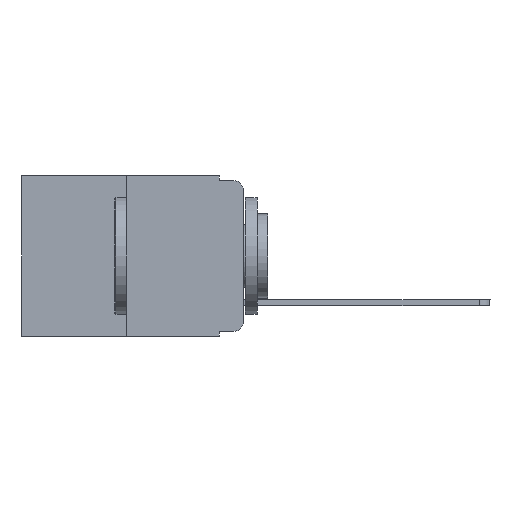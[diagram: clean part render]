
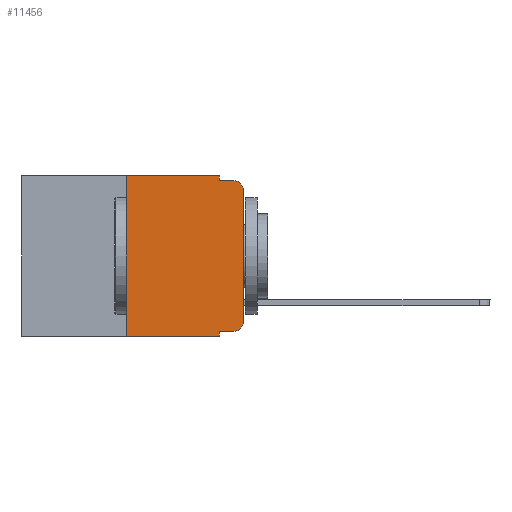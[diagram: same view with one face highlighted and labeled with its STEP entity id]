
A CAD part, left-side view. The second image highlights one B-rep face of the part: STEP entity #11456.
In plain terms, the highlighted planar face has unit normal (-1, 0, 0).
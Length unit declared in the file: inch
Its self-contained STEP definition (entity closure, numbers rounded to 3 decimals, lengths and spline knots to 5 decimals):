
#75 = LINE ( 'NONE', #3106, #8805 ) ;
#119 = CARTESIAN_POINT ( 'NONE',  ( 0., 0.051, 0. ) ) ;
#235 = ORIENTED_EDGE ( 'NONE', *, *, #10559, .T. ) ;
#303 = DIRECTION ( 'NONE',  ( 0., -1., 0. ) ) ;
#667 = CIRCLE ( 'NONE', #5289, 0.02 ) ;
#677 = EDGE_CURVE ( 'NONE', #2871, #3633, #8635, .T. ) ;
#866 = CARTESIAN_POINT ( 'NONE',  ( 0., 0.02, -0.313 ) ) ;
#886 = VERTEX_POINT ( 'NONE', #4727 ) ;
#1115 = EDGE_CURVE ( 'NONE', #9778, #13100, #667, .T. ) ;
#1129 = CARTESIAN_POINT ( 'NONE',  ( 0., 0.473, 0. ) ) ;
#1214 = ORIENTED_EDGE ( 'NONE', *, *, #7233, .F. ) ;
#2018 = EDGE_CURVE ( 'NONE', #2871, #9778, #5496, .T. ) ;
#2099 = CARTESIAN_POINT ( 'NONE',  ( 0., 0.25, -0.343 ) ) ;
#2150 = DIRECTION ( 'NONE',  ( -1., 0., 0. ) ) ;
#2162 = ORIENTED_EDGE ( 'NONE', *, *, #1115, .T. ) ;
#2606 = CARTESIAN_POINT ( 'NONE',  ( 0., 0., -0.03 ) ) ;
#2787 = AXIS2_PLACEMENT_3D ( 'NONE', #3457, #2150, #8525 ) ;
#2871 = VERTEX_POINT ( 'NONE', #8462 ) ;
#3018 = ORIENTED_EDGE ( 'NONE', *, *, #2018, .T. ) ;
#3106 = CARTESIAN_POINT ( 'NONE',  ( 0., 0.25, 0. ) ) ;
#3264 = VECTOR ( 'NONE', #7908, 39.37008 ) ;
#3457 = CARTESIAN_POINT ( 'NONE',  ( 0., 0.02, -0.03 ) ) ;
#3633 = VERTEX_POINT ( 'NONE', #6330 ) ;
#3653 = EDGE_CURVE ( 'NONE', #11288, #12770, #75, .T. ) ;
#3819 = CARTESIAN_POINT ( 'NONE',  ( 0., 0.02, -0.333 ) ) ;
#4015 = ORIENTED_EDGE ( 'NONE', *, *, #12021, .F. ) ;
#4258 = CARTESIAN_POINT ( 'NONE',  ( 0., 0.051, 0. ) ) ;
#4261 = CARTESIAN_POINT ( 'NONE',  ( 0., 0., 0. ) ) ;
#4315 = DIRECTION ( 'NONE',  ( 0., 0., -1. ) ) ;
#4451 = VERTEX_POINT ( 'NONE', #2606 ) ;
#4719 = CARTESIAN_POINT ( 'NONE',  ( 0., 0.051, -0.01 ) ) ;
#4727 = CARTESIAN_POINT ( 'NONE',  ( 0., 0.051, 0. ) ) ;
#4891 = LINE ( 'NONE', #12129, #3264 ) ;
#5203 = CARTESIAN_POINT ( 'NONE',  ( 0., 0.473, -0.343 ) ) ;
#5221 = CIRCLE ( 'NONE', #2787, 0.02 ) ;
#5289 = AXIS2_PLACEMENT_3D ( 'NONE', #866, #8211, #8618 ) ;
#5341 = CARTESIAN_POINT ( 'NONE',  ( 0., 0.25, 0. ) ) ;
#5471 = ORIENTED_EDGE ( 'NONE', *, *, #677, .F. ) ;
#5496 = LINE ( 'NONE', #7616, #11199 ) ;
#5833 = ORIENTED_EDGE ( 'NONE', *, *, #3653, .F. ) ;
#5927 = VECTOR ( 'NONE', #4315, 39.37008 ) ;
#5949 = CARTESIAN_POINT ( 'NONE',  ( 0., 0.02, -0.01 ) ) ;
#6141 = VERTEX_POINT ( 'NONE', #4719 ) ;
#6147 = CARTESIAN_POINT ( 'NONE',  ( 0., 0., -0.313 ) ) ;
#6330 = CARTESIAN_POINT ( 'NONE',  ( 0., 0.051, -0.343 ) ) ;
#6614 = ORIENTED_EDGE ( 'NONE', *, *, #13452, .T. ) ;
#7030 = VECTOR ( 'NONE', #9255, 39.37008 ) ;
#7064 = DIRECTION ( 'NONE',  ( 0., -1., 0. ) ) ;
#7233 = EDGE_CURVE ( 'NONE', #886, #6141, #9525, .T. ) ;
#7313 = VERTEX_POINT ( 'NONE', #5949 ) ;
#7590 = CARTESIAN_POINT ( 'NONE',  ( 0., 0.473, 0. ) ) ;
#7616 = CARTESIAN_POINT ( 'NONE',  ( 0., 0.051, -0.333 ) ) ;
#7664 = DIRECTION ( 'NONE',  ( 1., 0., 0. ) ) ;
#7908 = DIRECTION ( 'NONE',  ( 0., -1., 0. ) ) ;
#7951 = ORIENTED_EDGE ( 'NONE', *, *, #12620, .T. ) ;
#8114 = VECTOR ( 'NONE', #11759, 39.37008 ) ;
#8211 = DIRECTION ( 'NONE',  ( -1., 0., 0. ) ) ;
#8436 = EDGE_LOOP ( 'NONE', ( #6614, #235, #4015, #1214, #9923, #5833, #7951, #5471, #3018, #2162 ) ) ;
#8450 = DIRECTION ( 'NONE',  ( 0., 0., 1. ) ) ;
#8462 = CARTESIAN_POINT ( 'NONE',  ( 0., 0.051, -0.333 ) ) ;
#8478 = FACE_OUTER_BOUND ( 'NONE', #8436, .T. ) ;
#8525 = DIRECTION ( 'NONE',  ( 0., 0., -1. ) ) ;
#8618 = DIRECTION ( 'NONE',  ( 0., 0., -1. ) ) ;
#8635 = LINE ( 'NONE', #4258, #8114 ) ;
#8703 = VECTOR ( 'NONE', #303, 39.37008 ) ;
#8805 = VECTOR ( 'NONE', #8450, 39.37008 ) ;
#8875 = EDGE_CURVE ( 'NONE', #12770, #886, #9700, .T. ) ;
#9255 = DIRECTION ( 'NONE',  ( 0., 0., 1. ) ) ;
#9320 = LINE ( 'NONE', #4261, #7030 ) ;
#9385 = AXIS2_PLACEMENT_3D ( 'NONE', #7590, #7664, #11812 ) ;
#9525 = LINE ( 'NONE', #119, #5927 ) ;
#9700 = LINE ( 'NONE', #1129, #8703 ) ;
#9705 = PLANE ( 'NONE',  #9385 ) ;
#9778 = VERTEX_POINT ( 'NONE', #3819 ) ;
#9923 = ORIENTED_EDGE ( 'NONE', *, *, #8875, .F. ) ;
#10559 = EDGE_CURVE ( 'NONE', #4451, #7313, #5221, .T. ) ;
#11199 = VECTOR ( 'NONE', #12745, 39.37008 ) ;
#11288 = VERTEX_POINT ( 'NONE', #2099 ) ;
#11456 = ADVANCED_FACE ( 'NONE', ( #8478 ), #9705, .F. ) ;
#11759 = DIRECTION ( 'NONE',  ( 0., 0., -1. ) ) ;
#11812 = DIRECTION ( 'NONE',  ( 0., 0., -1. ) ) ;
#12021 = EDGE_CURVE ( 'NONE', #6141, #7313, #4891, .T. ) ;
#12129 = CARTESIAN_POINT ( 'NONE',  ( 0., 0.051, -0.01 ) ) ;
#12620 = EDGE_CURVE ( 'NONE', #11288, #3633, #13339, .T. ) ;
#12745 = DIRECTION ( 'NONE',  ( 0., -1., 0. ) ) ;
#12770 = VERTEX_POINT ( 'NONE', #5341 ) ;
#13100 = VERTEX_POINT ( 'NONE', #6147 ) ;
#13339 = LINE ( 'NONE', #5203, #13558 ) ;
#13452 = EDGE_CURVE ( 'NONE', #13100, #4451, #9320, .T. ) ;
#13558 = VECTOR ( 'NONE', #7064, 39.37008 ) ;
